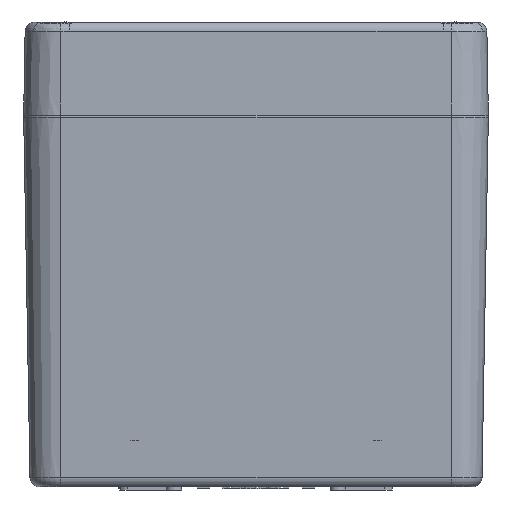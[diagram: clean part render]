
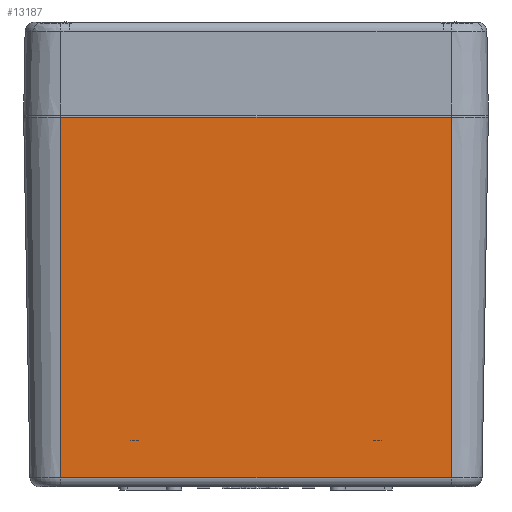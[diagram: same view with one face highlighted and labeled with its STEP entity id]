
A CAD part, left-side view. The second image highlights one B-rep face of the part: STEP entity #13187.
In plain terms, the highlighted planar face has unit normal (-1, 0, -0.018).
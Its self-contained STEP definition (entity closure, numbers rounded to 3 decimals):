
#13017=CARTESIAN_POINT('',(-114.995,31.5,-0.305));
#13018=VERTEX_POINT('',#13017);
#13043=CARTESIAN_POINT('',(-114.995,-31.5,-0.305));
#13044=VERTEX_POINT('',#13043);
#13054=CARTESIAN_POINT('',(-114.995,31.5,-0.305));
#13055=DIRECTION('',(0.0,-1.0,0.0));
#13056=VECTOR('',#13055,63.);
#13057=LINE('',#13054,#13056);
#13058=EDGE_CURVE('',#13018,#13044,#13057,.T.);
#13157=CARTESIAN_POINT('',(-115.,31.5,0.0));
#13158=DIRECTION('',(-1.,0.0,-0.017));
#13159=DIRECTION('',(0.0,1.0,0.0));
#13160=AXIS2_PLACEMENT_3D('',#13157,#13158,#13159);
#13161=PLANE('',#13160);
#13162=ORIENTED_EDGE('',*,*,#13058,.F.);
#13163=CARTESIAN_POINT('',(-113.978,31.5,-58.526));
#13164=VERTEX_POINT('',#13163);
#13165=CARTESIAN_POINT('',(-114.995,31.5,-0.305));
#13166=DIRECTION('',(0.017,0.0,-1.));
#13167=VECTOR('',#13166,58.23);
#13168=LINE('',#13165,#13167);
#13169=EDGE_CURVE('',#13018,#13164,#13168,.T.);
#13170=ORIENTED_EDGE('',*,*,#13169,.T.);
#13171=CARTESIAN_POINT('',(-113.978,-31.5,-58.526));
#13172=VERTEX_POINT('',#13171);
#13173=CARTESIAN_POINT('',(-113.978,-31.5,-58.526));
#13174=DIRECTION('',(0.0,1.0,0.0));
#13175=VECTOR('',#13174,63.);
#13176=LINE('',#13173,#13175);
#13177=EDGE_CURVE('',#13172,#13164,#13176,.T.);
#13178=ORIENTED_EDGE('',*,*,#13177,.F.);
#13179=CARTESIAN_POINT('',(-114.995,-31.5,-0.305));
#13180=DIRECTION('',(0.017,0.0,-1.));
#13181=VECTOR('',#13180,58.23);
#13182=LINE('',#13179,#13181);
#13183=EDGE_CURVE('',#13044,#13172,#13182,.T.);
#13184=ORIENTED_EDGE('',*,*,#13183,.F.);
#13185=EDGE_LOOP('',(#13162,#13170,#13178,#13184));
#13186=FACE_OUTER_BOUND('',#13185,.T.);
#13187=ADVANCED_FACE('',(#13186),#13161,.T.);
